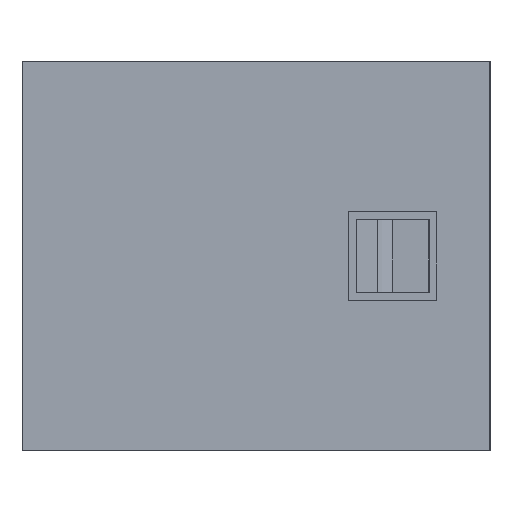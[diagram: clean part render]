
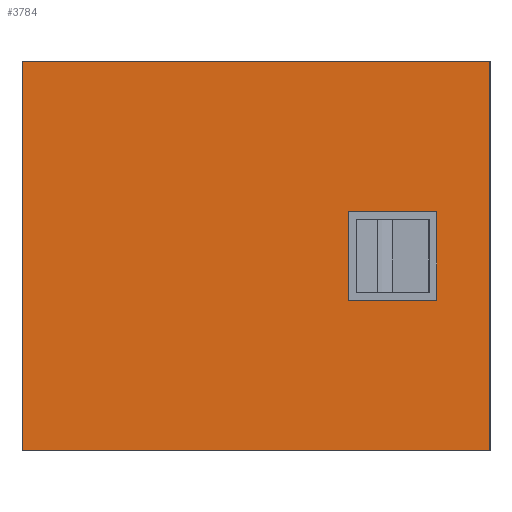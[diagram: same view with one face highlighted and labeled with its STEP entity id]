
A CAD part, top view. The second image highlights one B-rep face of the part: STEP entity #3784.
In plain terms, the highlighted planar face has unit normal (0, 0, 1).
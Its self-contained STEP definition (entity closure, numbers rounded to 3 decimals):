
#1209=DIRECTION('',(0.,-1.,0.));
#1210=VECTOR('',#1209,244.);
#1211=CARTESIAN_POINT('',(-24.8,234.,93.));
#1212=LINE('',#1211,#1210);
#1213=DIRECTION('',(-1.,0.,0.));
#1214=VECTOR('',#1213,292.8);
#1215=CARTESIAN_POINT('',(268.,234.,93.));
#1216=LINE('',#1215,#1214);
#1217=DIRECTION('',(0.,1.,0.));
#1218=VECTOR('',#1217,244.);
#1219=CARTESIAN_POINT('',(268.,-10.,93.));
#1220=LINE('',#1219,#1218);
#1221=DIRECTION('',(1.,0.,0.));
#1222=VECTOR('',#1221,292.8);
#1223=CARTESIAN_POINT('',(-24.8,-10.,93.));
#1224=LINE('',#1223,#1222);
#1225=DIRECTION('',(-1.,0.,0.));
#1226=VECTOR('',#1225,55.38);
#1227=CARTESIAN_POINT('',(235.192,139.69,93.));
#1228=LINE('',#1227,#1226);
#1229=DIRECTION('',(0.,-1.,0.));
#1230=VECTOR('',#1229,55.38);
#1231=CARTESIAN_POINT('',(179.812,139.69,93.));
#1232=LINE('',#1231,#1230);
#1233=DIRECTION('',(1.,0.,0.));
#1234=VECTOR('',#1233,55.38);
#1235=CARTESIAN_POINT('',(179.812,84.31,93.));
#1236=LINE('',#1235,#1234);
#1237=DIRECTION('',(0.,1.,0.));
#1238=VECTOR('',#1237,55.38);
#1239=CARTESIAN_POINT('',(235.192,84.31,93.));
#1240=LINE('',#1239,#1238);
#1511=CARTESIAN_POINT('',(235.192,139.69,93.));
#1512=CARTESIAN_POINT('',(179.812,139.69,93.));
#1513=VERTEX_POINT('',#1511);
#1514=VERTEX_POINT('',#1512);
#1515=CARTESIAN_POINT('',(179.812,84.31,93.));
#1516=VERTEX_POINT('',#1515);
#1517=CARTESIAN_POINT('',(235.192,84.31,93.));
#1518=VERTEX_POINT('',#1517);
#1679=CARTESIAN_POINT('',(-24.8,234.,93.));
#1680=CARTESIAN_POINT('',(-24.8,-10.,93.));
#1681=VERTEX_POINT('',#1679);
#1682=VERTEX_POINT('',#1680);
#1683=CARTESIAN_POINT('',(268.,-10.,93.));
#1684=VERTEX_POINT('',#1683);
#1685=CARTESIAN_POINT('',(268.,234.,93.));
#1686=VERTEX_POINT('',#1685);
#3762=CARTESIAN_POINT('',(0.,0.,93.));
#3763=DIRECTION('',(0.,0.,1.));
#3764=DIRECTION('',(1.,0.,0.));
#3765=AXIS2_PLACEMENT_3D('',#3762,#3763,#3764);
#3766=PLANE('',#3765);
#3767=ORIENTED_EDGE('',*,*,#3706,.F.);
#3769=ORIENTED_EDGE('',*,*,#3768,.F.);
#3770=ORIENTED_EDGE('',*,*,#3755,.F.);
#3771=ORIENTED_EDGE('',*,*,#3743,.F.);
#3772=EDGE_LOOP('',(#3767,#3769,#3770,#3771));
#3773=FACE_OUTER_BOUND('',#3772,.F.);
#3775=ORIENTED_EDGE('',*,*,#3774,.T.);
#3777=ORIENTED_EDGE('',*,*,#3776,.T.);
#3779=ORIENTED_EDGE('',*,*,#3778,.T.);
#3781=ORIENTED_EDGE('',*,*,#3780,.T.);
#3782=EDGE_LOOP('',(#3775,#3777,#3779,#3781));
#3783=FACE_BOUND('',#3782,.F.);
#3784=ADVANCED_FACE('',(#3773,#3783),#3766,.T.);
#3706=EDGE_CURVE('',#1681,#1682,#1212,.T.);
#3743=EDGE_CURVE('',#1682,#1684,#1224,.T.);
#3755=EDGE_CURVE('',#1684,#1686,#1220,.T.);
#3768=EDGE_CURVE('',#1686,#1681,#1216,.T.);
#3774=EDGE_CURVE('',#1513,#1514,#1228,.T.);
#3776=EDGE_CURVE('',#1514,#1516,#1232,.T.);
#3778=EDGE_CURVE('',#1516,#1518,#1236,.T.);
#3780=EDGE_CURVE('',#1518,#1513,#1240,.T.);
